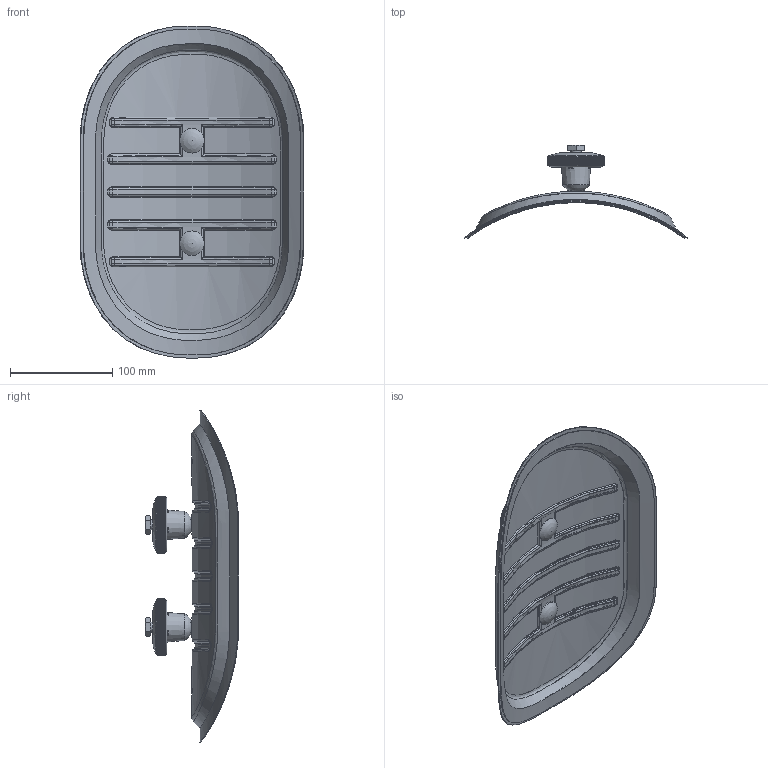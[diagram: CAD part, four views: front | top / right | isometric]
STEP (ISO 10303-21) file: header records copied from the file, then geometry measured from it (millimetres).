
FILE_DESCRIPTION(/* description */ (''),/* implementation_level */ '2;1');
FILE_NAME(/* name */ 'D03A-1016_RRD_32_35.stp',/* time_stamp */ '2016-03-09T14:14:58+01:00',/* author */ (''),/* organization */ (''),/* preprocessor_version */ 'ST-DEVELOPER v11',/* originating_system */ 'SIEMENS UGS NX 6.0',/* authorisation */ '');
FILE_SCHEMA (('CONFIG_CONTROL_DESIGN'));
Products named in the file (1): perl6E7Drdhs
Bounding box: 218.58 x 90.81 x 324 mm (x, y, z)
Volume: 130715.5 mm3; surface area: 306788.3 mm2
Topology: 8 solids, 8 shells, 2932 faces, 6548 edges, 3668 vertices
Faces by surface type: cone 1130, plane 838, cylinder 457, bspline 253, torus 198, extrusion 52, sphere 4
Full cylindrical faces by diameter (mm): 8.376 x2, 8.5 x2, 9.8 x2, 11 x2, 12 x2, 13.4 x2, 15 x1, 24 x2
Entity records: 97791 total; most frequent: CARTESIAN_POINT 37197, ORIENTED_EDGE 12892, DIRECTION 12016, EDGE_CURVE 6446, AXIS2_PLACEMENT_3D 4754, VERTEX_POINT 3634, EDGE_LOOP 3052, ADVANCED_FACE 2932
